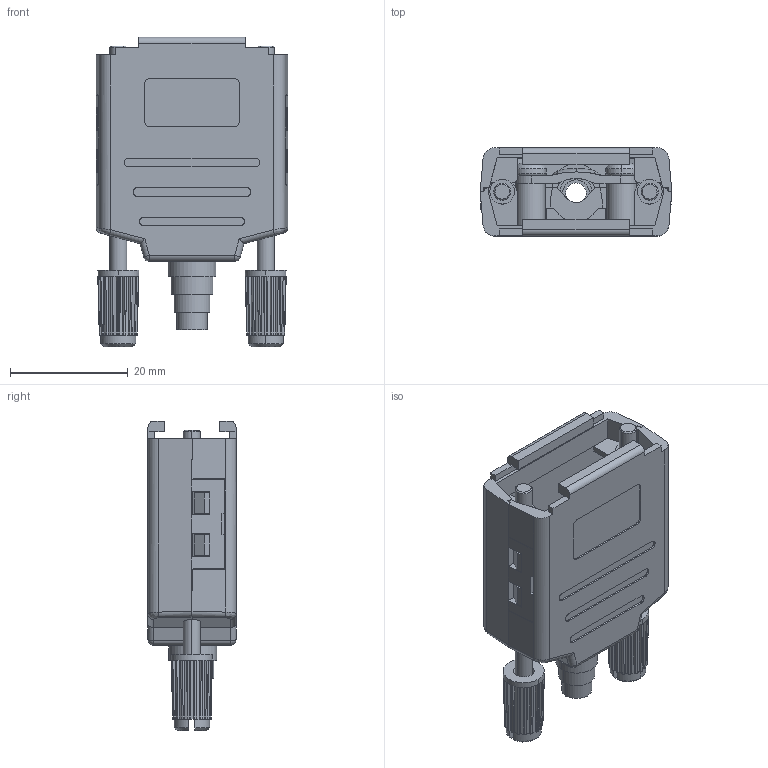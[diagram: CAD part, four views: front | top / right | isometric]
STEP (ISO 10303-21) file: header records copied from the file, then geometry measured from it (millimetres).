
FILE_DESCRIPTION (( 'STEP AP214' ), '1' );
FILE_NAME ('6260-0105-01.STEP', '2022-03-21T13:56:13', ( '' ), ( '' ), 'SwSTEP 2.0', 'SolidWorks 2021', '' );
FILE_SCHEMA (( 'AUTOMOTIVE_DESIGN' ));
Length unit declared in the file: millimetre
Products named in the file (8): 6260-0105-01; 6811-0121-32 (part. 1); 6830-0106-01; 6811-0121-32 (part. 2); 6855-0109-01; 6838-0109-32; 6718-0102-01; 6822-0121 part 2
Assembly tree (9 placements, depth 2):
  6260-0105-01
    6811-0121-32 (part. 1)
    6811-0121-32 (part. 2)
    6718-0102-01  x2
    6855-0109-01  x2
    6830-0106-01
    6838-0109-32
    6822-0121 part 2
Bounding box: 32.5 x 14.94 x 52.5 mm (x, y, z)
Volume: 7916.8 mm3; surface area: 11580.9 mm2
Topology: 11 solids, 11 shells, 844 faces, 2175 edges, 1385 vertices
Faces by surface type: plane 586, cylinder 167, cone 64, bspline 14, torus 9, sphere 4
Entity records: 21551 total; most frequent: CARTESIAN_POINT 4644, ORIENTED_EDGE 3522, DIRECTION 3337, EDGE_CURVE 1761, LINE 1231, VECTOR 1231, VERTEX_POINT 1132, AXIS2_PLACEMENT_3D 1053
